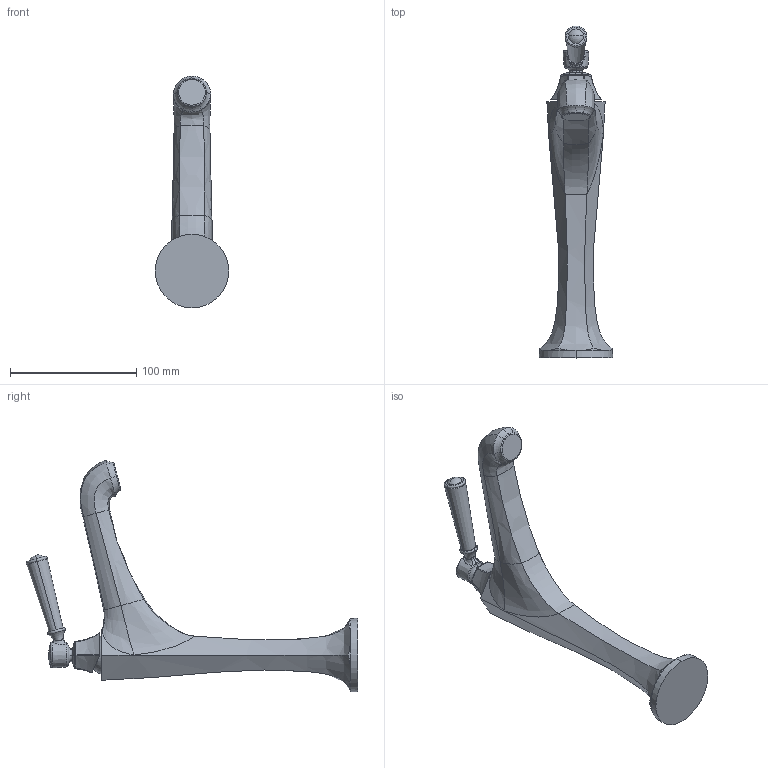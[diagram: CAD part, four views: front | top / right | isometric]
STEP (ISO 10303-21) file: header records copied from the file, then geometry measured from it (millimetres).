
FILE_DESCRIPTION((''),'2;1');
FILE_NAME('1203-1','2021-05-12T13:25:12',('rsmith'),(''),'CREO PARAMETRIC BY PTC INC, 2018400','CREO PARAMETRIC BY PTC INC, 2018400','');
FILE_SCHEMA(('AUTOMOTIVE_DESIGN { 1 0 10303 214 1 1 1 1 }'));
Length unit declared in the file: inch
Products named in the file (1): 1203-1
Bounding box: 58.42 x 263.31 x 183.91 mm (x, y, z)
Volume: 313550.3 mm3; surface area: 47844.1 mm2
Topology: 1 solids, 1 shells, 150 faces, 339 edges, 191 vertices
Faces by surface type: bspline 91, extrusion 14, plane 12, torus 12, sphere 8, cone 7, revolution 6
Entity records: 11236 total; most frequent: CARTESIAN_POINT 6653, ORIENTED_EDGE 670, PRESENTATION_STYLE_ASSIGNMENT 435, DIRECTION 385, STYLED_ITEM 348, CURVE_STYLE 341, EDGE_CURVE 335, B_SPLINE_CURVE_WITH_KNOTS 200
